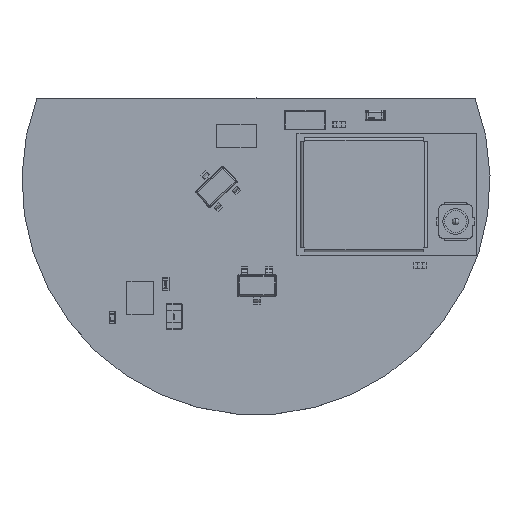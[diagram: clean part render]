
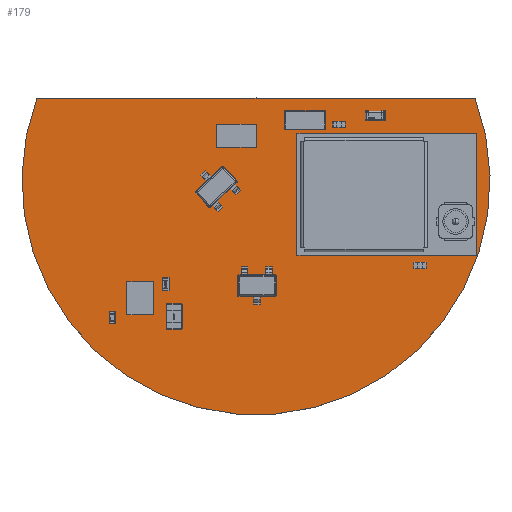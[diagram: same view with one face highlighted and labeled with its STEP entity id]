
A CAD part, top view. The second image highlights one B-rep face of the part: STEP entity #179.
In plain terms, the highlighted planar face has unit normal (0, 0, 1).
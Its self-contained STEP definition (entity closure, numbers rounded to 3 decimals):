
#112 = VERTEX_POINT('',#113);
#113 = CARTESIAN_POINT('',(0.,0.,1.42));
#119 = EDGE_CURVE('',#112,#120,#122,.T.);
#120 = VERTEX_POINT('',#121);
#121 = CARTESIAN_POINT('',(34.25,0.,1.42));
#122 = CIRCLE('',#123,18.3);
#123 = AXIS2_PLACEMENT_3D('',#124,#125,#126);
#124 = CARTESIAN_POINT('',(17.125,-6.452,1.42));
#125 = DIRECTION('',(0.,0.,1.));
#126 = DIRECTION('',(-0.936,0.353,-0.));
#152 = EDGE_CURVE('',#120,#112,#153,.T.);
#153 = LINE('',#154,#155);
#154 = CARTESIAN_POINT('',(34.25,0.,1.42));
#155 = VECTOR('',#156,1.);
#156 = DIRECTION('',(-1.,0.,0.));
#179 = ADVANCED_FACE('',(#180),#184,.T.);
#180 = FACE_BOUND('',#181,.T.);
#181 = EDGE_LOOP('',(#182,#183));
#182 = ORIENTED_EDGE('',*,*,#119,.T.);
#183 = ORIENTED_EDGE('',*,*,#152,.T.);
#184 = PLANE('',#185);
#185 = AXIS2_PLACEMENT_3D('',#186,#187,#188);
#186 = CARTESIAN_POINT('',(17.125,-9.251,1.42));
#187 = DIRECTION('',(0.,0.,1.));
#188 = DIRECTION('',(1.,0.,-0.));
